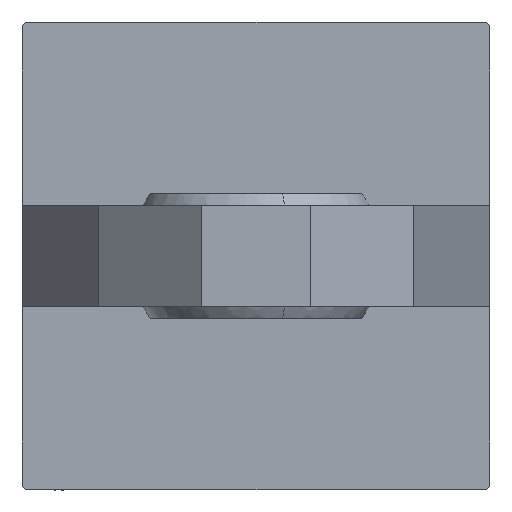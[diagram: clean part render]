
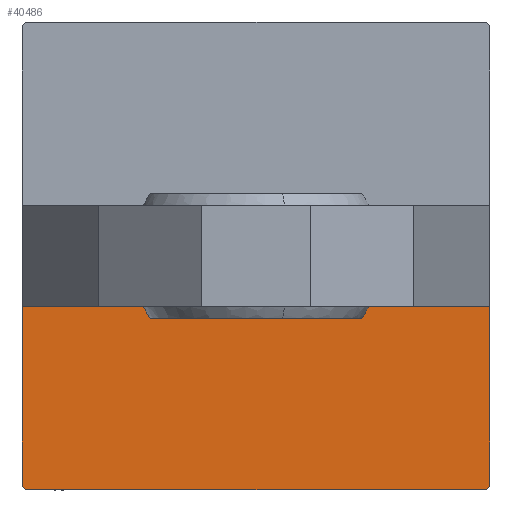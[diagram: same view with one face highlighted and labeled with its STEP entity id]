
A CAD part, left-side view. The second image highlights one B-rep face of the part: STEP entity #40486.
In plain terms, the highlighted planar face has unit normal (-1, 0, 0).
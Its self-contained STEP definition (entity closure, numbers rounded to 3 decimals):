
#287 = ORIENTED_EDGE ( 'NONE', *, *, #7514, .F. ) ;
#834 = DIRECTION ( 'NONE',  ( 0., 0., 1. ) ) ;
#1714 = ORIENTED_EDGE ( 'NONE', *, *, #47256, .T. ) ;
#3456 = LINE ( 'NONE', #19099, #41961 ) ;
#6670 = VERTEX_POINT ( 'NONE', #30459 ) ;
#7514 = EDGE_CURVE ( 'NONE', #46456, #40356, #38141, .T. ) ;
#7810 = FACE_OUTER_BOUND ( 'NONE', #8943, .T. ) ;
#8943 = EDGE_LOOP ( 'NONE', ( #287, #1714, #30342, #49005, #48265, #45511 ) ) ;
#8947 = CARTESIAN_POINT ( 'NONE',  ( 0., -6.5, 30. ) ) ;
#9587 = CARTESIAN_POINT ( 'NONE',  ( 0., -29.75, 29.75 ) ) ;
#9600 = CARTESIAN_POINT ( 'NONE',  ( 0., -30., -29.5 ) ) ;
#9691 = AXIS2_PLACEMENT_3D ( 'NONE', #20336, #16002, #834 ) ;
#12559 = CARTESIAN_POINT ( 'NONE',  ( 0., -29.75, -29.75 ) ) ;
#16002 = DIRECTION ( 'NONE',  ( -1., 0., 0. ) ) ;
#16094 = EDGE_CURVE ( 'NONE', #26516, #36670, #35641, .T. ) ;
#17025 = LINE ( 'NONE', #9587, #39207 ) ;
#17555 = CARTESIAN_POINT ( 'NONE',  ( 0., -29.5, -30. ) ) ;
#18833 = EDGE_CURVE ( 'NONE', #6670, #36670, #3456, .T. ) ;
#19099 = CARTESIAN_POINT ( 'NONE',  ( 0., -30., 30. ) ) ;
#20336 = CARTESIAN_POINT ( 'NONE',  ( 0., 0., 0. ) ) ;
#23290 = CARTESIAN_POINT ( 'NONE',  ( 0., 30., -30. ) ) ;
#25979 = VECTOR ( 'NONE', #42014, 1000. ) ;
#26316 = CARTESIAN_POINT ( 'NONE',  ( 0., 30., 30. ) ) ;
#26516 = VERTEX_POINT ( 'NONE', #17555 ) ;
#26977 = VECTOR ( 'NONE', #43572, 1000. ) ;
#27044 = VECTOR ( 'NONE', #31787, 1000. ) ;
#30342 = ORIENTED_EDGE ( 'NONE', *, *, #42801, .T. ) ;
#30459 = CARTESIAN_POINT ( 'NONE',  ( 0., -30., 29.5 ) ) ;
#30969 = LINE ( 'NONE', #23290, #26977 ) ;
#31787 = DIRECTION ( 'NONE',  ( 0., -0.707, 0.707 ) ) ;
#32650 = DIRECTION ( 'NONE',  ( 0., 0.707, 0.707 ) ) ;
#33689 = VECTOR ( 'NONE', #41005, 1000. ) ;
#35641 = LINE ( 'NONE', #12559, #27044 ) ;
#36670 = VERTEX_POINT ( 'NONE', #9600 ) ;
#38141 = LINE ( 'NONE', #26316, #25979 ) ;
#39207 = VECTOR ( 'NONE', #32650, 1000. ) ;
#40356 = VERTEX_POINT ( 'NONE', #40932 ) ;
#40486 = ADVANCED_FACE ( 'NONE', ( #7810 ), #43722, .T. ) ;
#40932 = CARTESIAN_POINT ( 'NONE',  ( 0., -29.5, 30. ) ) ;
#41005 = DIRECTION ( 'NONE',  ( 0., 0., -1. ) ) ;
#41570 = EDGE_CURVE ( 'NONE', #6670, #40356, #17025, .T. ) ;
#41713 = CARTESIAN_POINT ( 'NONE',  ( 0., -6.5, 30. ) ) ;
#41838 = CARTESIAN_POINT ( 'NONE',  ( 0., -6.5, -30. ) ) ;
#41961 = VECTOR ( 'NONE', #50422, 1000. ) ;
#42014 = DIRECTION ( 'NONE',  ( 0., -1., 0. ) ) ;
#42801 = EDGE_CURVE ( 'NONE', #50481, #26516, #30969, .T. ) ;
#43572 = DIRECTION ( 'NONE',  ( 0., -1., 0. ) ) ;
#43722 = PLANE ( 'NONE',  #9691 ) ;
#45511 = ORIENTED_EDGE ( 'NONE', *, *, #41570, .T. ) ;
#46456 = VERTEX_POINT ( 'NONE', #41713 ) ;
#47256 = EDGE_CURVE ( 'NONE', #46456, #50481, #48969, .T. ) ;
#48265 = ORIENTED_EDGE ( 'NONE', *, *, #18833, .F. ) ;
#48969 = LINE ( 'NONE', #8947, #33689 ) ;
#49005 = ORIENTED_EDGE ( 'NONE', *, *, #16094, .T. ) ;
#50422 = DIRECTION ( 'NONE',  ( 0., 0., -1. ) ) ;
#50481 = VERTEX_POINT ( 'NONE', #41838 ) ;
